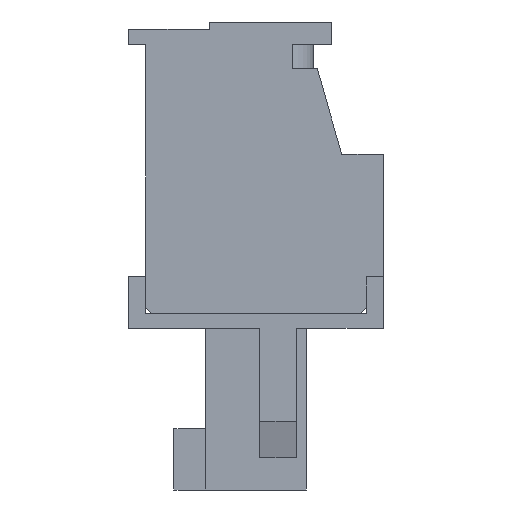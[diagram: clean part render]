
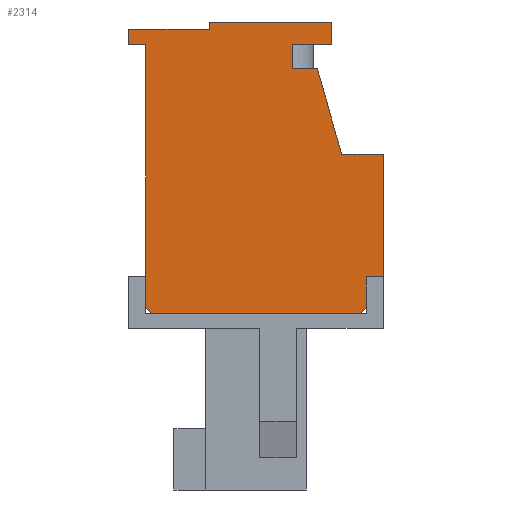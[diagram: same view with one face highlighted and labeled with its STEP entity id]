
A CAD part, left-side view. The second image highlights one B-rep face of the part: STEP entity #2314.
In plain terms, the highlighted planar face has unit normal (-1, 0, 0).
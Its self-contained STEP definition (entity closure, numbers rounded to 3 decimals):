
#2314 = ADVANCED_FACE( '', ( #4868 ), #4869, .T. );
#4868 = FACE_OUTER_BOUND( '', #7736, .T. );
#4869 = PLANE( '', #7737 );
#7736 = EDGE_LOOP( '', ( #13923, #13924, #13925, #13926, #13927, #13928, #13929, #13930, #13931, #13932, #13933, #13934, #13935, #13936, #13937, #13938, #13939, #13940 ) );
#7737 = AXIS2_PLACEMENT_3D( '', #13941, #13942, #13943 );
#13923 = ORIENTED_EDGE( '', *, *, #18076, .T. );
#13924 = ORIENTED_EDGE( '', *, *, #20053, .T. );
#13925 = ORIENTED_EDGE( '', *, *, #19857, .F. );
#13926 = ORIENTED_EDGE( '', *, *, #20054, .T. );
#13927 = ORIENTED_EDGE( '', *, *, #17724, .T. );
#13928 = ORIENTED_EDGE( '', *, *, #20055, .T. );
#13929 = ORIENTED_EDGE( '', *, *, #20056, .T. );
#13930 = ORIENTED_EDGE( '', *, *, #18948, .T. );
#13931 = ORIENTED_EDGE( '', *, *, #19491, .T. );
#13932 = ORIENTED_EDGE( '', *, *, #18864, .T. );
#13933 = ORIENTED_EDGE( '', *, *, #19645, .T. );
#13934 = ORIENTED_EDGE( '', *, *, #19259, .T. );
#13935 = ORIENTED_EDGE( '', *, *, #19224, .T. );
#13936 = ORIENTED_EDGE( '', *, *, #20057, .T. );
#13937 = ORIENTED_EDGE( '', *, *, #20058, .T. );
#13938 = ORIENTED_EDGE( '', *, *, #20059, .T. );
#13939 = ORIENTED_EDGE( '', *, *, #19635, .T. );
#13940 = ORIENTED_EDGE( '', *, *, #19242, .T. );
#13941 = CARTESIAN_POINT( '', ( -14., 0., 0. ) );
#13942 = DIRECTION( '', ( -1., 0., 0. ) );
#13943 = DIRECTION( '', ( 0., 0., 1. ) );
#17724 = EDGE_CURVE( '', #21305, #21306, #21307, .T. );
#18076 = EDGE_CURVE( '', #21925, #21923, #21926, .T. );
#18864 = EDGE_CURVE( '', #23219, #23217, #23220, .T. );
#18948 = EDGE_CURVE( '', #23349, #23350, #23351, .T. );
#19224 = EDGE_CURVE( '', #23774, #23775, #23776, .T. );
#19242 = EDGE_CURVE( '', #23803, #21925, #23804, .T. );
#19259 = EDGE_CURVE( '', #23809, #23774, #23830, .T. );
#19491 = EDGE_CURVE( '', #23350, #23219, #24163, .T. );
#19635 = EDGE_CURVE( '', #24364, #23803, #24365, .T. );
#19645 = EDGE_CURVE( '', #23217, #23809, #24377, .T. );
#19857 = EDGE_CURVE( '', #24665, #24666, #24667, .T. );
#20053 = EDGE_CURVE( '', #21923, #24666, #24919, .T. );
#20054 = EDGE_CURVE( '', #24665, #21305, #24920, .T. );
#20055 = EDGE_CURVE( '', #21306, #24921, #24922, .T. );
#20056 = EDGE_CURVE( '', #24921, #23349, #24923, .T. );
#20057 = EDGE_CURVE( '', #23775, #24924, #24925, .T. );
#20058 = EDGE_CURVE( '', #24924, #24926, #24927, .T. );
#20059 = EDGE_CURVE( '', #24926, #24364, #24928, .T. );
#21305 = VERTEX_POINT( '', #26500 );
#21306 = VERTEX_POINT( '', #26501 );
#21307 = LINE( '', #26502, #26503 );
#21923 = VERTEX_POINT( '', #27403 );
#21925 = VERTEX_POINT( '', #27406 );
#21926 = LINE( '', #27407, #27408 );
#23217 = VERTEX_POINT( '', #29306 );
#23219 = VERTEX_POINT( '', #29309 );
#23220 = LINE( '', #29310, #29311 );
#23349 = VERTEX_POINT( '', #29494 );
#23350 = VERTEX_POINT( '', #29495 );
#23351 = LINE( '', #29496, #29497 );
#23774 = VERTEX_POINT( '', #30128 );
#23775 = VERTEX_POINT( '', #30129 );
#23776 = LINE( '', #30130, #30131 );
#23803 = VERTEX_POINT( '', #30170 );
#23804 = LINE( '', #30171, #30172 );
#23809 = VERTEX_POINT( '', #30179 );
#23830 = LINE( '', #30207, #30208 );
#24163 = LINE( '', #30709, #30710 );
#24364 = VERTEX_POINT( '', #31010 );
#24365 = LINE( '', #31011, #31012 );
#24377 = LINE( '', #31030, #31031 );
#24665 = VERTEX_POINT( '', #31449 );
#24666 = VERTEX_POINT( '', #31450 );
#24667 = LINE( '', #31451, #31452 );
#24919 = LINE( '', #31826, #31827 );
#24920 = LINE( '', #31828, #31829 );
#24921 = VERTEX_POINT( '', #31830 );
#24922 = LINE( '', #31831, #31832 );
#24923 = LINE( '', #31833, #31834 );
#24924 = VERTEX_POINT( '', #31835 );
#24925 = LINE( '', #31836, #31837 );
#24926 = VERTEX_POINT( '', #31838 );
#24927 = LINE( '', #31839, #31840 );
#24928 = LINE( '', #31841, #31842 );
#26500 = CARTESIAN_POINT( '', ( -14., -4.5, -4.99 ) );
#26501 = CARTESIAN_POINT( '', ( -14., -4.5, -3.74 ) );
#26502 = CARTESIAN_POINT( '', ( -14., -4.5, -5.74 ) );
#26503 = VECTOR( '', #33409, 1000. );
#27403 = CARTESIAN_POINT( '', ( -14., 4.5, -4.99 ) );
#27406 = CARTESIAN_POINT( '', ( -14., 4.5, 5.74 ) );
#27407 = CARTESIAN_POINT( '', ( -14., 4.5, 5.74 ) );
#27408 = VECTOR( '', #33751, 1000. );
#29306 = CARTESIAN_POINT( '', ( -14., -1.5, 4.76 ) );
#29309 = CARTESIAN_POINT( '', ( -14., -2.5, 4.76 ) );
#29310 = CARTESIAN_POINT( '', ( -14., -1.5, 4.76 ) );
#29311 = VECTOR( '', #34481, 1000. );
#29494 = CARTESIAN_POINT( '', ( -14., -5.2, 1.26 ) );
#29495 = CARTESIAN_POINT( '', ( -14., -3.5, 1.26 ) );
#29496 = CARTESIAN_POINT( '', ( -14., -5.2, 1.26 ) );
#29497 = VECTOR( '', #34572, 1000. );
#30128 = CARTESIAN_POINT( '', ( -14., -3.1, 5.76 ) );
#30129 = CARTESIAN_POINT( '', ( -14., -3.1, 6.66 ) );
#30130 = CARTESIAN_POINT( '', ( -14., -3.1, 5.76 ) );
#30131 = VECTOR( '', #34808, 1000. );
#30170 = CARTESIAN_POINT( '', ( -14., 5.2, 5.74 ) );
#30171 = CARTESIAN_POINT( '', ( -14., 5.2, 5.74 ) );
#30172 = VECTOR( '', #34821, 1000. );
#30179 = CARTESIAN_POINT( '', ( -14., -1.5, 5.76 ) );
#30207 = CARTESIAN_POINT( '', ( -14., -1.5, 5.76 ) );
#30208 = VECTOR( '', #34849, 1000. );
#30709 = CARTESIAN_POINT( '', ( -14., -3.5, 1.26 ) );
#30710 = VECTOR( '', #35050, 1000. );
#31010 = CARTESIAN_POINT( '', ( -14., 5.2, 6.36 ) );
#31011 = CARTESIAN_POINT( '', ( -14., 5.2, 6.36 ) );
#31012 = VECTOR( '', #35173, 1000. );
#31030 = CARTESIAN_POINT( '', ( -14., -1.5, 4.76 ) );
#31031 = VECTOR( '', #35180, 1000. );
#31449 = CARTESIAN_POINT( '', ( -14., -4.25, -5.24 ) );
#31450 = CARTESIAN_POINT( '', ( -14., 4.25, -5.24 ) );
#31451 = CARTESIAN_POINT( '', ( -14., 0., -5.24 ) );
#31452 = VECTOR( '', #35374, 1000. );
#31826 = CARTESIAN_POINT( '', ( -14., 4.745, -4.745 ) );
#31827 = VECTOR( '', #35550, 1000. );
#31828 = CARTESIAN_POINT( '', ( -14., -4.745, -4.745 ) );
#31829 = VECTOR( '', #35551, 1000. );
#31830 = CARTESIAN_POINT( '', ( -14., -5.2, -3.74 ) );
#31831 = CARTESIAN_POINT( '', ( -14., -4.5, -3.74 ) );
#31832 = VECTOR( '', #35552, 1000. );
#31833 = CARTESIAN_POINT( '', ( -14., -5.2, -3.74 ) );
#31834 = VECTOR( '', #35553, 1000. );
#31835 = CARTESIAN_POINT( '', ( -14., 1.9, 6.66 ) );
#31836 = CARTESIAN_POINT( '', ( -14., -3.1, 6.66 ) );
#31837 = VECTOR( '', #35554, 1000. );
#31838 = CARTESIAN_POINT( '', ( -14., 1.9, 6.36 ) );
#31839 = CARTESIAN_POINT( '', ( -14., 1.9, 6.66 ) );
#31840 = VECTOR( '', #35555, 1000. );
#31841 = CARTESIAN_POINT( '', ( -14., 1.9, 6.36 ) );
#31842 = VECTOR( '', #35556, 1000. );
#33409 = DIRECTION( '', ( 0., 0., 1. ) );
#33751 = DIRECTION( '', ( 0., 0., -1. ) );
#34481 = DIRECTION( '', ( 0., 1., 0. ) );
#34572 = DIRECTION( '', ( 0., 1., 0. ) );
#34808 = DIRECTION( '', ( 0., 0., 1. ) );
#34821 = DIRECTION( '', ( 0., -1., 0. ) );
#34849 = DIRECTION( '', ( 0., -1., 0. ) );
#35050 = DIRECTION( '', ( 0., 0.275, 0.962 ) );
#35173 = DIRECTION( '', ( 0., 0., -1. ) );
#35180 = DIRECTION( '', ( 0., 0., 1. ) );
#35374 = DIRECTION( '', ( 0., 1., 0. ) );
#35550 = DIRECTION( '', ( 0., -0.707, -0.707 ) );
#35551 = DIRECTION( '', ( 0., -0.707, 0.707 ) );
#35552 = DIRECTION( '', ( 0., -1., 0. ) );
#35553 = DIRECTION( '', ( 0., 0., 1. ) );
#35554 = DIRECTION( '', ( 0., 1., 0. ) );
#35555 = DIRECTION( '', ( 0., 0., -1. ) );
#35556 = DIRECTION( '', ( 0., 1., 0. ) );
